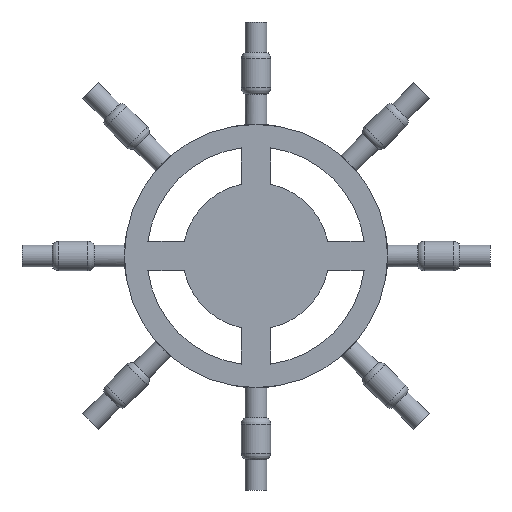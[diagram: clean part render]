
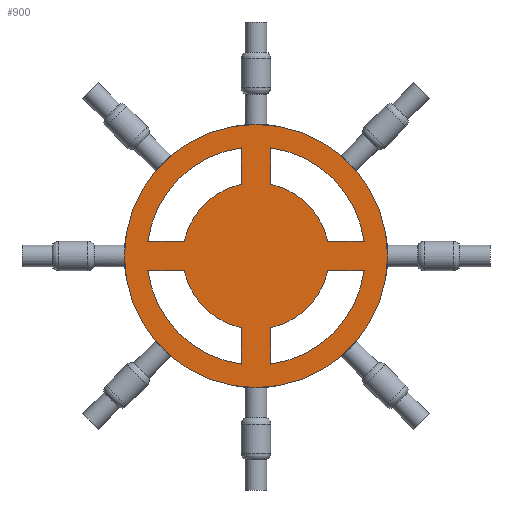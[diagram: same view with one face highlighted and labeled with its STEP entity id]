
A CAD part, left-side view. The second image highlights one B-rep face of the part: STEP entity #900.
In plain terms, the highlighted planar face has unit normal (-1, 0, 0).
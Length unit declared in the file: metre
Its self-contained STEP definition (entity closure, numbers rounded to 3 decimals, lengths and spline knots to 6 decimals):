
#30=LINE('',#1568,#62);
#35=LINE('',#1582,#67);
#40=LINE('',#1597,#72);
#46=LINE('',#1618,#78);
#52=LINE('',#1639,#84);
#55=LINE('',#1651,#87);
#57=LINE('',#1654,#89);
#59=LINE('',#1657,#91);
#62=VECTOR('',#1210,1.);
#67=VECTOR('',#1223,1.);
#72=VECTOR('',#1236,1.);
#78=VECTOR('',#1256,1.);
#84=VECTOR('',#1276,1.);
#87=VECTOR('',#1293,1.);
#89=VECTOR('',#1297,1.);
#91=VECTOR('',#1301,1.);
#116=PLANE('',#1037);
#245=ORIENTED_EDGE('',*,*,#398,.F.);
#246=ORIENTED_EDGE('',*,*,#402,.T.);
#247=ORIENTED_EDGE('',*,*,#405,.T.);
#248=ORIENTED_EDGE('',*,*,#413,.T.);
#249=ORIENTED_EDGE('',*,*,#388,.F.);
#250=ORIENTED_EDGE('',*,*,#392,.T.);
#251=ORIENTED_EDGE('',*,*,#395,.T.);
#252=ORIENTED_EDGE('',*,*,#411,.T.);
#253=ORIENTED_EDGE('',*,*,#378,.F.);
#254=ORIENTED_EDGE('',*,*,#382,.T.);
#255=ORIENTED_EDGE('',*,*,#385,.T.);
#256=ORIENTED_EDGE('',*,*,#409,.T.);
#257=ORIENTED_EDGE('',*,*,#368,.T.);
#258=ORIENTED_EDGE('',*,*,#372,.F.);
#259=ORIENTED_EDGE('',*,*,#375,.T.);
#260=ORIENTED_EDGE('',*,*,#407,.T.);
#261=ORIENTED_EDGE('',*,*,#361,.T.);
#361=EDGE_CURVE('',#461,#461,#538,.T.);
#368=EDGE_CURVE('',#469,#468,#30,.T.);
#372=EDGE_CURVE('',#471,#468,#543,.T.);
#375=EDGE_CURVE('',#471,#473,#35,.T.);
#378=EDGE_CURVE('',#476,#477,#545,.T.);
#382=EDGE_CURVE('',#476,#479,#40,.T.);
#385=EDGE_CURVE('',#479,#481,#547,.T.);
#388=EDGE_CURVE('',#484,#485,#549,.T.);
#392=EDGE_CURVE('',#484,#487,#46,.T.);
#395=EDGE_CURVE('',#487,#489,#551,.T.);
#398=EDGE_CURVE('',#492,#493,#553,.T.);
#402=EDGE_CURVE('',#492,#495,#52,.T.);
#405=EDGE_CURVE('',#495,#497,#555,.T.);
#407=EDGE_CURVE('',#473,#469,#557,.T.);
#409=EDGE_CURVE('',#481,#477,#55,.T.);
#411=EDGE_CURVE('',#489,#485,#57,.T.);
#413=EDGE_CURVE('',#497,#493,#59,.T.);
#461=VERTEX_POINT('',#1541);
#468=VERTEX_POINT('',#1567);
#469=VERTEX_POINT('',#1569);
#471=VERTEX_POINT('',#1575);
#473=VERTEX_POINT('',#1581);
#476=VERTEX_POINT('',#1588);
#477=VERTEX_POINT('',#1590);
#479=VERTEX_POINT('',#1596);
#481=VERTEX_POINT('',#1602);
#484=VERTEX_POINT('',#1609);
#485=VERTEX_POINT('',#1611);
#487=VERTEX_POINT('',#1617);
#489=VERTEX_POINT('',#1623);
#492=VERTEX_POINT('',#1630);
#493=VERTEX_POINT('',#1632);
#495=VERTEX_POINT('',#1638);
#497=VERTEX_POINT('',#1644);
#538=CIRCLE('',#999,0.0045);
#543=CIRCLE('',#1008,0.003733);
#545=CIRCLE('',#1012,0.003733);
#547=CIRCLE('',#1016,0.0025);
#549=CIRCLE('',#1019,0.003733);
#551=CIRCLE('',#1023,0.0025);
#553=CIRCLE('',#1026,0.003733);
#555=CIRCLE('',#1030,0.0025);
#557=CIRCLE('',#1033,0.0025);
#641=EDGE_LOOP('',(#245,#246,#247,#248));
#642=EDGE_LOOP('',(#249,#250,#251,#252));
#643=EDGE_LOOP('',(#253,#254,#255,#256));
#644=EDGE_LOOP('',(#257,#258,#259,#260));
#645=EDGE_LOOP('',(#261));
#769=FACE_BOUND('',#641,.T.);
#770=FACE_BOUND('',#642,.T.);
#771=FACE_BOUND('',#643,.T.);
#772=FACE_BOUND('',#644,.T.);
#773=FACE_BOUND('',#645,.T.);
#900=ADVANCED_FACE('',(#769,#770,#771,#772,#773),#116,.T.);
#999=AXIS2_PLACEMENT_3D('',#1540,#1194,#1195);
#1008=AXIS2_PLACEMENT_3D('',#1576,#1217,#1218);
#1012=AXIS2_PLACEMENT_3D('',#1589,#1229,#1230);
#1016=AXIS2_PLACEMENT_3D('',#1603,#1242,#1243);
#1019=AXIS2_PLACEMENT_3D('',#1610,#1249,#1250);
#1023=AXIS2_PLACEMENT_3D('',#1624,#1262,#1263);
#1026=AXIS2_PLACEMENT_3D('',#1631,#1269,#1270);
#1030=AXIS2_PLACEMENT_3D('',#1645,#1282,#1283);
#1033=AXIS2_PLACEMENT_3D('',#1648,#1288,#1289);
#1037=AXIS2_PLACEMENT_3D('',#1658,#1302,#1303);
#1194=DIRECTION('',(-1.,0.,0.));
#1195=DIRECTION('',(0.,0.,1.));
#1210=DIRECTION('',(0.,0.,1.));
#1217=DIRECTION('',(-1.,0.,0.));
#1218=DIRECTION('',(0.,0.,1.));
#1223=DIRECTION('',(0.,1.,0.));
#1229=DIRECTION('',(-1.,0.,0.));
#1230=DIRECTION('',(0.,0.,1.));
#1236=DIRECTION('',(0.,0.,-1.));
#1242=DIRECTION('',(-1.,0.,0.));
#1243=DIRECTION('',(0.,0.,1.));
#1249=DIRECTION('',(-1.,0.,0.));
#1250=DIRECTION('',(0.,0.,1.));
#1256=DIRECTION('',(0.,-1.,0.));
#1262=DIRECTION('',(-1.,0.,0.));
#1263=DIRECTION('',(0.,0.,1.));
#1269=DIRECTION('',(-1.,0.,0.));
#1270=DIRECTION('',(0.,0.,1.));
#1276=DIRECTION('',(0.,0.,1.));
#1282=DIRECTION('',(-1.,0.,0.));
#1283=DIRECTION('',(0.,0.,1.));
#1288=DIRECTION('',(-1.,0.,0.));
#1289=DIRECTION('',(0.,0.,1.));
#1293=DIRECTION('',(0.,1.,0.));
#1297=DIRECTION('',(0.,0.,-1.));
#1301=DIRECTION('',(0.,-1.,0.));
#1302=DIRECTION('',(-1.,0.,0.));
#1303=DIRECTION('',(0.,-1.,0.));
#1540=CARTESIAN_POINT('',(-0.043841,0.,0.037869));
#1541=CARTESIAN_POINT('',(-0.043841,0.,0.042369));
#1567=CARTESIAN_POINT('',(-0.043841,-0.0005,0.041568));
#1568=CARTESIAN_POINT('',(-0.043841,-0.0005,0.040943));
#1569=CARTESIAN_POINT('',(-0.043841,-0.0005,0.040318));
#1575=CARTESIAN_POINT('',(-0.043841,-0.003699,0.038369));
#1576=CARTESIAN_POINT('',(-0.043841,0.,0.037869));
#1581=CARTESIAN_POINT('',(-0.043841,-0.002449,0.038369));
#1582=CARTESIAN_POINT('',(-0.043841,-0.003074,0.038369));
#1588=CARTESIAN_POINT('',(-0.043841,0.0005,0.041568));
#1589=CARTESIAN_POINT('',(-0.043841,0.,0.037869));
#1590=CARTESIAN_POINT('',(-0.043841,0.003699,0.038369));
#1596=CARTESIAN_POINT('',(-0.043841,0.0005,0.040318));
#1597=CARTESIAN_POINT('',(-0.043841,0.0005,0.040943));
#1602=CARTESIAN_POINT('',(-0.043841,0.002449,0.038369));
#1603=CARTESIAN_POINT('',(-0.043841,0.,0.037869));
#1609=CARTESIAN_POINT('',(-0.043841,0.003699,0.037369));
#1610=CARTESIAN_POINT('',(-0.043841,0.,0.037869));
#1611=CARTESIAN_POINT('',(-0.043841,0.0005,0.034169));
#1617=CARTESIAN_POINT('',(-0.043841,0.002449,0.037369));
#1618=CARTESIAN_POINT('',(-0.043841,0.003074,0.037369));
#1623=CARTESIAN_POINT('',(-0.043841,0.0005,0.035419));
#1624=CARTESIAN_POINT('',(-0.043841,0.,0.037869));
#1630=CARTESIAN_POINT('',(-0.043841,-0.0005,0.034169));
#1631=CARTESIAN_POINT('',(-0.043841,0.,0.037869));
#1632=CARTESIAN_POINT('',(-0.043841,-0.003699,0.037369));
#1638=CARTESIAN_POINT('',(-0.043841,-0.0005,0.035419));
#1639=CARTESIAN_POINT('',(-0.043841,-0.0005,0.034794));
#1644=CARTESIAN_POINT('',(-0.043841,-0.002449,0.037369));
#1645=CARTESIAN_POINT('',(-0.043841,0.,0.037869));
#1648=CARTESIAN_POINT('',(-0.043841,0.,0.037869));
#1651=CARTESIAN_POINT('',(-0.043841,0.003074,0.038369));
#1654=CARTESIAN_POINT('',(-0.043841,0.0005,0.034794));
#1657=CARTESIAN_POINT('',(-0.043841,-0.003074,0.037369));
#1658=CARTESIAN_POINT('',(-0.043841,0.,0.037869));
